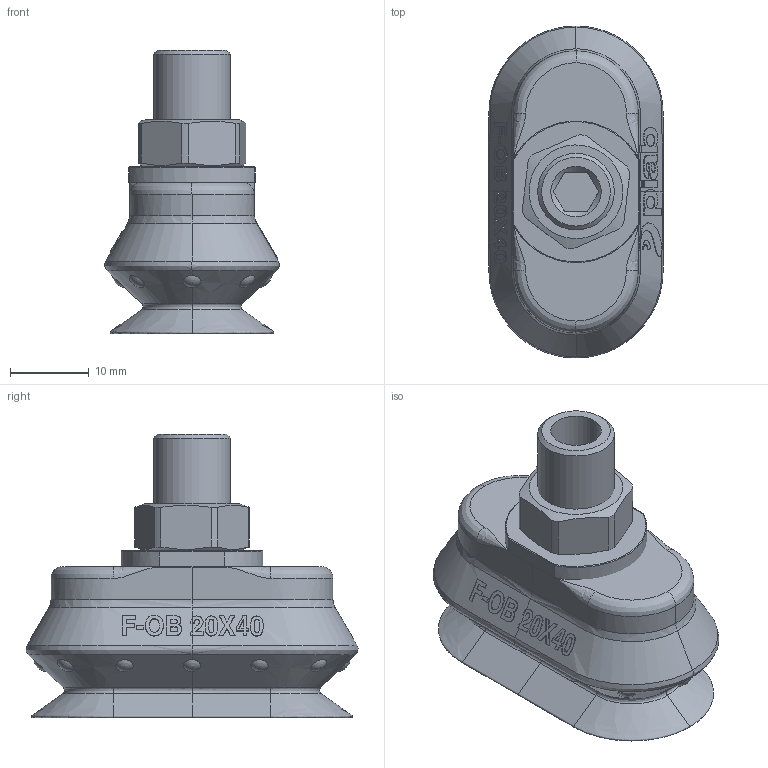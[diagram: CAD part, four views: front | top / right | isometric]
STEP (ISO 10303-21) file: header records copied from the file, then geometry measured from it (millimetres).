
FILE_DESCRIPTION( ( 'Unknown' ), '1' );
FILE_NAME( 'ISM-0900951.stp', 'Unknown', ( 'Unknown' ), ( 'Unknown' ), 'PSStep 17.0.49', 'Unknown', ' ' );
FILE_SCHEMA( ( 'AUTOMOTIVE_DESIGN { 1 0 10303 214 1 1 1 1 }' ) );
Length unit declared in the file: millimetre
Products named in the file (4): Assem1; SE-0408118; SE-0410673; SE-0408665
Assembly tree (3 placements, depth 2):
  Assem1
    SE-0408118
    SE-0410673
    SE-0408665
Bounding box: 22.15 x 42.15 x 35.99 mm (x, y, z)
Volume: 13811.4 mm3; surface area: 6088.6 mm2
Topology: 3 solids, 3 shells, 344 faces, 919 edges, 591 vertices
Faces by surface type: bspline 174, plane 103, cylinder 22, offset 19, sphere 16, cone 7, torus 3
Full cylindrical faces by diameter (mm): 4 x2, 6.4 x1, 8.566 x1, 8.8 x1, 9.728 x1
Entity records: 26231 total; most frequent: CARTESIAN_POINT 16459, ORIENTED_EDGE 1718, EDGE_CURVE 859, DIRECTION 840, VERTEX_POINT 583, B_SPLINE_CURVE_WITH_KNOTS 411, EDGE_LOOP 402, FACE_OUTER_BOUND 357
